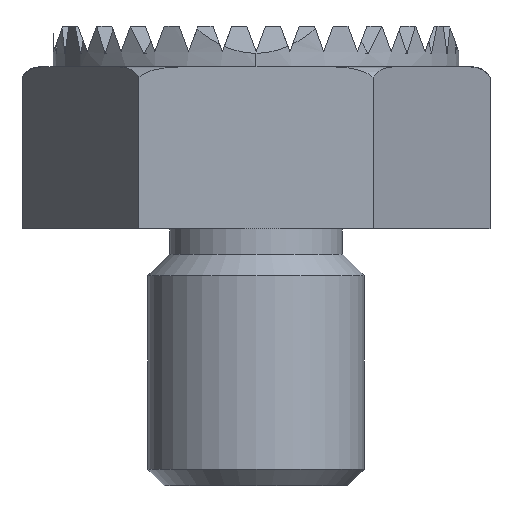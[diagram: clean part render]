
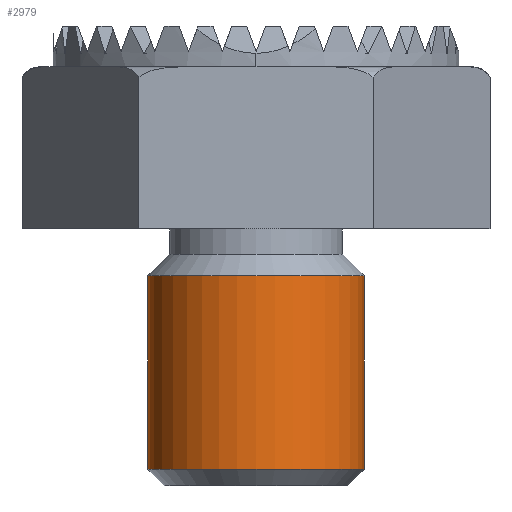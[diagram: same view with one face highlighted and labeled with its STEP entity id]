
A CAD part, left-side view. The second image highlights one B-rep face of the part: STEP entity #2979.
In plain terms, the highlighted cylindrical face has radius 8 mm (diameter 16 mm), a partial arc.
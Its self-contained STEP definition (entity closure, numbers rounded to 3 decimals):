
#273 = EDGE_CURVE ( 'NONE', #1768, #13554, #818, .T. ) ;
#620 = VECTOR ( 'NONE', #3595, 1000. ) ;
#818 = CIRCLE ( 'NONE', #9243, 8. ) ;
#900 = CARTESIAN_POINT ( 'NONE',  ( 0., 0., -17.773 ) ) ;
#1210 = ORIENTED_EDGE ( 'NONE', *, *, #14306, .F. ) ;
#1768 = VERTEX_POINT ( 'NONE', #7525 ) ;
#2979 = ADVANCED_FACE ( 'NONE', ( #9118 ), #13728, .T. ) ;
#3185 = ORIENTED_EDGE ( 'NONE', *, *, #5477, .F. ) ;
#3546 = CARTESIAN_POINT ( 'NONE',  ( 0., 0., -3.475 ) ) ;
#3595 = DIRECTION ( 'NONE',  ( 0., 0., 1. ) ) ;
#4491 = CARTESIAN_POINT ( 'NONE',  ( 0., 8., -3.475 ) ) ;
#4913 = CARTESIAN_POINT ( 'NONE',  ( 0., 8., -3.475 ) ) ;
#5477 = EDGE_CURVE ( 'NONE', #1768, #11561, #12709, .T. ) ;
#6218 = AXIS2_PLACEMENT_3D ( 'NONE', #9999, #14604, #9776 ) ;
#6629 = VERTEX_POINT ( 'NONE', #13998 ) ;
#7157 = VECTOR ( 'NONE', #9528, 1000. ) ;
#7525 = CARTESIAN_POINT ( 'NONE',  ( 0., 8., -17.773 ) ) ;
#7975 = DIRECTION ( 'NONE',  ( 0., 0., 1. ) ) ;
#8134 = DIRECTION ( 'NONE',  ( 0., -1., 0. ) ) ;
#8394 = CARTESIAN_POINT ( 'NONE',  ( 0., -8., -3.475 ) ) ;
#8786 = AXIS2_PLACEMENT_3D ( 'NONE', #3546, #11385, #8134 ) ;
#9092 = EDGE_LOOP ( 'NONE', ( #3185, #9705, #9221, #1210 ) ) ;
#9118 = FACE_OUTER_BOUND ( 'NONE', #9092, .T. ) ;
#9221 = ORIENTED_EDGE ( 'NONE', *, *, #13108, .T. ) ;
#9243 = AXIS2_PLACEMENT_3D ( 'NONE', #900, #7975, #11450 ) ;
#9528 = DIRECTION ( 'NONE',  ( 0., 0., 1. ) ) ;
#9705 = ORIENTED_EDGE ( 'NONE', *, *, #273, .T. ) ;
#9776 = DIRECTION ( 'NONE',  ( 1., 0., 0. ) ) ;
#9999 = CARTESIAN_POINT ( 'NONE',  ( 0., 0., -3.475 ) ) ;
#10815 = LINE ( 'NONE', #8394, #7157 ) ;
#11385 = DIRECTION ( 'NONE',  ( 0., 0., 1. ) ) ;
#11450 = DIRECTION ( 'NONE',  ( 1., 0., 0. ) ) ;
#11561 = VERTEX_POINT ( 'NONE', #4913 ) ;
#12248 = CIRCLE ( 'NONE', #6218, 8. ) ;
#12709 = LINE ( 'NONE', #4491, #620 ) ;
#13108 = EDGE_CURVE ( 'NONE', #13554, #6629, #10815, .T. ) ;
#13554 = VERTEX_POINT ( 'NONE', #14559 ) ;
#13728 = CYLINDRICAL_SURFACE ( 'NONE', #8786, 8. ) ;
#13998 = CARTESIAN_POINT ( 'NONE',  ( 0., -8., -3.475 ) ) ;
#14306 = EDGE_CURVE ( 'NONE', #11561, #6629, #12248, .T. ) ;
#14559 = CARTESIAN_POINT ( 'NONE',  ( 0., -8., -17.773 ) ) ;
#14604 = DIRECTION ( 'NONE',  ( 0., 0., 1. ) ) ;
